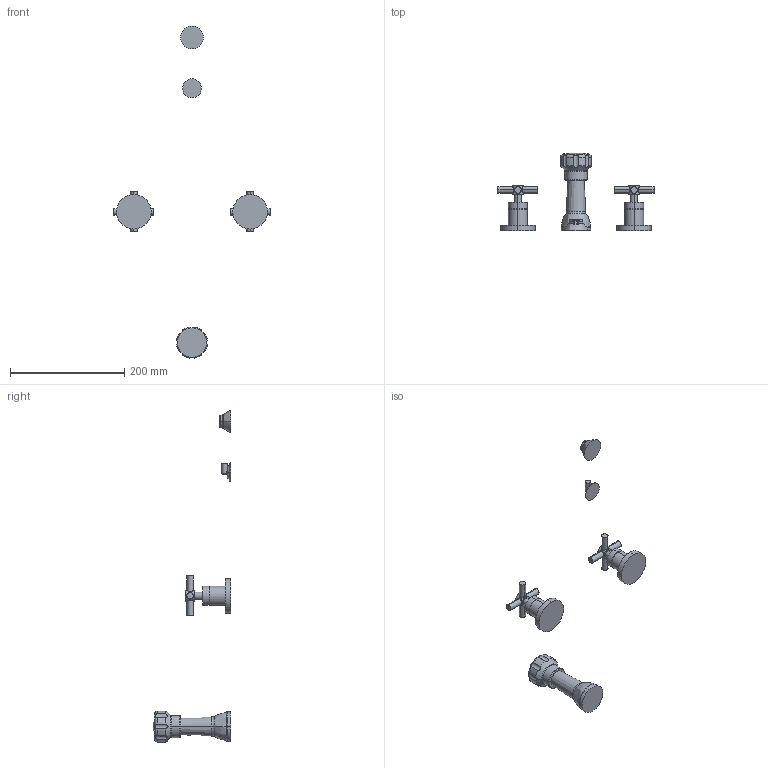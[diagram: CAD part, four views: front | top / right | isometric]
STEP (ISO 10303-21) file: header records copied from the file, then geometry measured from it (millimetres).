
FILE_DESCRIPTION((''),'2;1');
FILE_NAME('999','2021-01-27T10:47:18',('jinson.thomas'),(''),'CREO PARAMETRIC BY PTC INC, 2018400','CREO PARAMETRIC BY PTC INC, 2018400','');
FILE_SCHEMA(('CONFIG_CONTROL_DESIGN'));
Length unit declared in the file: inch
Products named in the file (1): 999
Bounding box: 273.05 x 135.97 x 580.53 mm (x, y, z)
Volume: 353656.6 mm3; surface area: 68954.6 mm2
Topology: 5 solids, 5 shells, 212 faces, 487 edges, 312 vertices
Faces by surface type: cylinder 98, plane 68, torus 22, cone 14, bspline 6, sphere 4
Entity records: 7637 total; most frequent: CARTESIAN_POINT 2683, DIRECTION 1107, ORIENTED_EDGE 966, EDGE_CURVE 483, AXIS2_PLACEMENT_3D 464, VERTEX_POINT 312, CIRCLE 258, EDGE_LOOP 243
